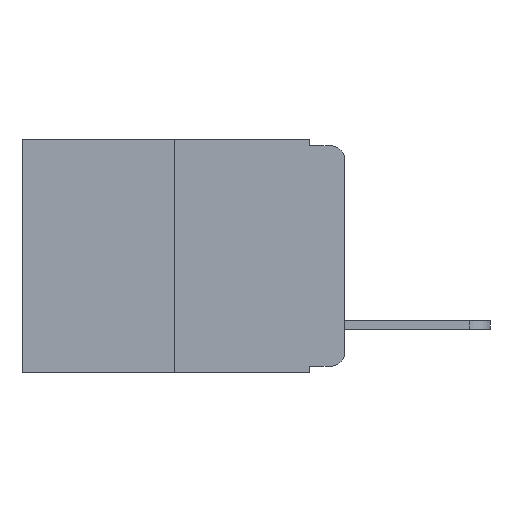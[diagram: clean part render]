
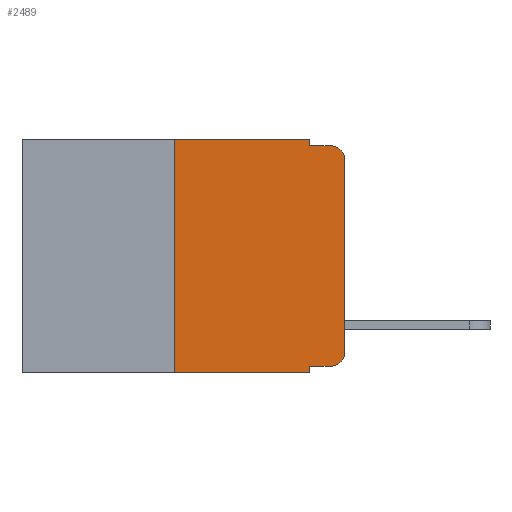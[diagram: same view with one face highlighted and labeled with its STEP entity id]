
A CAD part, left-side view. The second image highlights one B-rep face of the part: STEP entity #2489.
In plain terms, the highlighted planar face has unit normal (-1, 0, 0).
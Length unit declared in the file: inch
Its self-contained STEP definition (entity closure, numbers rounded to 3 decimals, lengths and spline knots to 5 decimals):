
#13 = VERTEX_POINT ( 'NONE', #3936 ) ;
#77 = CARTESIAN_POINT ( 'NONE',  ( 0., 0., 0. ) ) ;
#91 = LINE ( 'NONE', #22201, #15653 ) ;
#488 = ORIENTED_EDGE ( 'NONE', *, *, #15360, .F. ) ;
#612 = CARTESIAN_POINT ( 'NONE',  ( 0., 0.051, 0. ) ) ;
#1013 = CARTESIAN_POINT ( 'NONE',  ( 0., 0.25, 0. ) ) ;
#1568 = LINE ( 'NONE', #77, #21392 ) ;
#2489 = ADVANCED_FACE ( 'NONE', ( #6611 ), #14055, .F. ) ;
#2602 = LINE ( 'NONE', #15566, #3273 ) ;
#2724 = CARTESIAN_POINT ( 'NONE',  ( 0., 0.051, -0.333 ) ) ;
#3004 = CARTESIAN_POINT ( 'NONE',  ( 0., 0.02, -0.01 ) ) ;
#3273 = VECTOR ( 'NONE', #16194, 39.37008 ) ;
#3611 = CARTESIAN_POINT ( 'NONE',  ( 0., 0.25, -0.343 ) ) ;
#3867 = EDGE_CURVE ( 'NONE', #12997, #8944, #16912, .T. ) ;
#3895 = EDGE_CURVE ( 'NONE', #24591, #12997, #1568, .T. ) ;
#3936 = CARTESIAN_POINT ( 'NONE',  ( 0., 0.051, -0.01 ) ) ;
#3941 = EDGE_CURVE ( 'NONE', #13, #8944, #91, .T. ) ;
#3943 = EDGE_CURVE ( 'NONE', #9259, #13, #20205, .T. ) ;
#3972 = EDGE_CURVE ( 'NONE', #13937, #12119, #4525, .T. ) ;
#3982 = EDGE_CURVE ( 'NONE', #13719, #17896, #9505, .T. ) ;
#4015 = EDGE_CURVE ( 'NONE', #13719, #15616, #2602, .T. ) ;
#4025 = EDGE_CURVE ( 'NONE', #15616, #24591, #17200, .T. ) ;
#4330 = ORIENTED_EDGE ( 'NONE', *, *, #7265, .T. ) ;
#4525 = LINE ( 'NONE', #12600, #13870 ) ;
#5006 = ORIENTED_EDGE ( 'NONE', *, *, #3972, .F. ) ;
#5115 = VECTOR ( 'NONE', #19432, 39.37008 ) ;
#5667 = EDGE_LOOP ( 'NONE', ( #10818, #19089, #11050, #17046, #488, #5006, #4330, #13192, #15915, #13548 ) ) ;
#6004 = DIRECTION ( 'NONE',  ( 0., -1., 0. ) ) ;
#6398 = AXIS2_PLACEMENT_3D ( 'NONE', #14347, #21143, #9558 ) ;
#6611 = FACE_OUTER_BOUND ( 'NONE', #5667, .T. ) ;
#6775 = CARTESIAN_POINT ( 'NONE',  ( 0., 0.473, -0.343 ) ) ;
#7265 = EDGE_CURVE ( 'NONE', #13937, #17896, #15488, .T. ) ;
#8944 = VERTEX_POINT ( 'NONE', #3004 ) ;
#9144 = CARTESIAN_POINT ( 'NONE',  ( 0., 0.051, 0. ) ) ;
#9259 = VERTEX_POINT ( 'NONE', #9144 ) ;
#9505 = LINE ( 'NONE', #19690, #13253 ) ;
#9558 = DIRECTION ( 'NONE',  ( 0., 0., -1. ) ) ;
#10018 = DIRECTION ( 'NONE',  ( 0., -1., 0. ) ) ;
#10485 = VECTOR ( 'NONE', #6004, 39.37008 ) ;
#10818 = ORIENTED_EDGE ( 'NONE', *, *, #3895, .T. ) ;
#10912 = CARTESIAN_POINT ( 'NONE',  ( 0., 0.473, 0. ) ) ;
#11050 = ORIENTED_EDGE ( 'NONE', *, *, #3941, .F. ) ;
#12119 = VERTEX_POINT ( 'NONE', #1013 ) ;
#12600 = CARTESIAN_POINT ( 'NONE',  ( 0., 0.25, 0. ) ) ;
#12621 = DIRECTION ( 'NONE',  ( 0., 0., 1. ) ) ;
#12997 = VERTEX_POINT ( 'NONE', #19418 ) ;
#13192 = ORIENTED_EDGE ( 'NONE', *, *, #3982, .F. ) ;
#13253 = VECTOR ( 'NONE', #19841, 39.37008 ) ;
#13548 = ORIENTED_EDGE ( 'NONE', *, *, #4025, .T. ) ;
#13596 = AXIS2_PLACEMENT_3D ( 'NONE', #21658, #21633, #20652 ) ;
#13614 = LINE ( 'NONE', #10912, #23006 ) ;
#13719 = VERTEX_POINT ( 'NONE', #2724 ) ;
#13870 = VECTOR ( 'NONE', #12621, 39.37008 ) ;
#13937 = VERTEX_POINT ( 'NONE', #3611 ) ;
#14055 = PLANE ( 'NONE',  #6398 ) ;
#14347 = CARTESIAN_POINT ( 'NONE',  ( 0., 0.473, 0. ) ) ;
#14886 = DIRECTION ( 'NONE',  ( 0., 0., 1. ) ) ;
#15360 = EDGE_CURVE ( 'NONE', #12119, #9259, #13614, .T. ) ;
#15488 = LINE ( 'NONE', #6775, #10485 ) ;
#15566 = CARTESIAN_POINT ( 'NONE',  ( 0., 0.051, -0.333 ) ) ;
#15616 = VERTEX_POINT ( 'NONE', #20893 ) ;
#15653 = VECTOR ( 'NONE', #18014, 39.37008 ) ;
#15915 = ORIENTED_EDGE ( 'NONE', *, *, #4015, .T. ) ;
#16194 = DIRECTION ( 'NONE',  ( 0., -1., 0. ) ) ;
#16912 = CIRCLE ( 'NONE', #24045, 0.02 ) ;
#17046 = ORIENTED_EDGE ( 'NONE', *, *, #3943, .F. ) ;
#17200 = CIRCLE ( 'NONE', #13596, 0.02 ) ;
#17896 = VERTEX_POINT ( 'NONE', #24223 ) ;
#18014 = DIRECTION ( 'NONE',  ( 0., -1., 0. ) ) ;
#19089 = ORIENTED_EDGE ( 'NONE', *, *, #3867, .T. ) ;
#19418 = CARTESIAN_POINT ( 'NONE',  ( 0., 0., -0.03 ) ) ;
#19432 = DIRECTION ( 'NONE',  ( 0., 0., -1. ) ) ;
#19690 = CARTESIAN_POINT ( 'NONE',  ( 0., 0.051, 0. ) ) ;
#19841 = DIRECTION ( 'NONE',  ( 0., 0., -1. ) ) ;
#20205 = LINE ( 'NONE', #612, #5115 ) ;
#20652 = DIRECTION ( 'NONE',  ( 0., 0., -1. ) ) ;
#20893 = CARTESIAN_POINT ( 'NONE',  ( 0., 0.02, -0.333 ) ) ;
#21143 = DIRECTION ( 'NONE',  ( 1., 0., 0. ) ) ;
#21392 = VECTOR ( 'NONE', #14886, 39.37008 ) ;
#21633 = DIRECTION ( 'NONE',  ( -1., 0., 0. ) ) ;
#21658 = CARTESIAN_POINT ( 'NONE',  ( 0., 0.02, -0.313 ) ) ;
#21834 = DIRECTION ( 'NONE',  ( 0., 0., -1. ) ) ;
#22002 = DIRECTION ( 'NONE',  ( -1., 0., 0. ) ) ;
#22044 = CARTESIAN_POINT ( 'NONE',  ( 0., 0.02, -0.03 ) ) ;
#22201 = CARTESIAN_POINT ( 'NONE',  ( 0., 0.051, -0.01 ) ) ;
#23006 = VECTOR ( 'NONE', #10018, 39.37008 ) ;
#23017 = CARTESIAN_POINT ( 'NONE',  ( 0., 0., -0.313 ) ) ;
#24045 = AXIS2_PLACEMENT_3D ( 'NONE', #22044, #22002, #21834 ) ;
#24223 = CARTESIAN_POINT ( 'NONE',  ( 0., 0.051, -0.343 ) ) ;
#24591 = VERTEX_POINT ( 'NONE', #23017 ) ;
